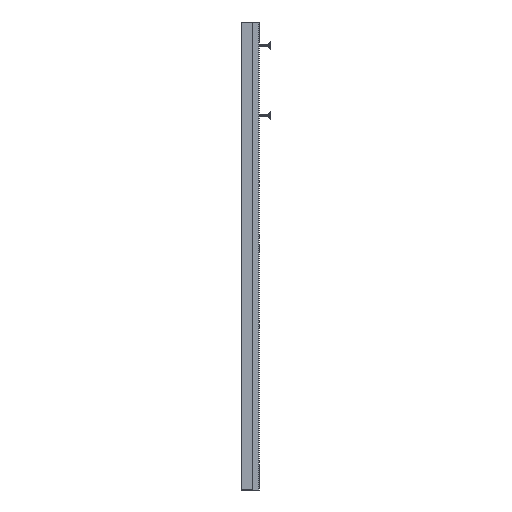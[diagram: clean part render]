
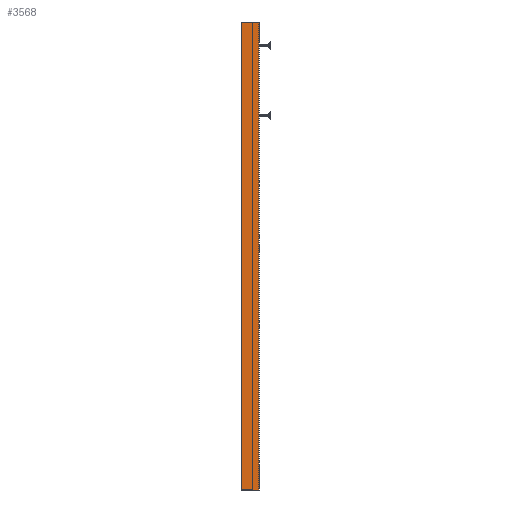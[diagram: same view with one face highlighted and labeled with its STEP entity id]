
A CAD part, left-side view. The second image highlights one B-rep face of the part: STEP entity #3568.
In plain terms, the highlighted planar face has unit normal (-1, 0, 0).
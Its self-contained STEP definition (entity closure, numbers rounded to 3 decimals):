
#1419=DIRECTION('',(0.,0.,1.));
#1420=VECTOR('',#1419,2000.);
#1421=CARTESIAN_POINT('',(-250.,3.,-1000.));
#1422=LINE('',#1421,#1420);
#1433=DIRECTION('',(0.,-0.707,0.707));
#1434=VECTOR('',#1433,2.828);
#1435=CARTESIAN_POINT('',(-250.,78.,998.));
#1436=LINE('',#1435,#1434);
#1440=DIRECTION('',(0.,-1.,0.));
#1441=VECTOR('',#1440,73.);
#1442=CARTESIAN_POINT('',(-250.,76.,1000.));
#1443=LINE('',#1442,#1441);
#1447=DIRECTION('',(0.,0.707,0.707));
#1448=VECTOR('',#1447,2.828);
#1449=CARTESIAN_POINT('',(-250.,76.,-1000.));
#1450=LINE('',#1449,#1448);
#1461=DIRECTION('',(0.,0.,-1.));
#1462=VECTOR('',#1461,1996.);
#1463=CARTESIAN_POINT('',(-250.,78.,998.));
#1464=LINE('',#1463,#1462);
#1482=DIRECTION('',(0.,-1.,0.));
#1483=VECTOR('',#1482,73.);
#1484=CARTESIAN_POINT('',(-250.,76.,-1000.));
#1485=LINE('',#1484,#1483);
#2831=CARTESIAN_POINT('',(-250.,3.,-1000.));
#2832=VERTEX_POINT('',#2831);
#2835=CARTESIAN_POINT('',(-250.,3.,1000.));
#2836=VERTEX_POINT('',#2835);
#2837=CARTESIAN_POINT('',(-250.,78.,998.));
#2838=CARTESIAN_POINT('',(-250.,76.,1000.));
#2839=VERTEX_POINT('',#2837);
#2840=VERTEX_POINT('',#2838);
#2841=CARTESIAN_POINT('',(-250.,76.,-1000.));
#2842=VERTEX_POINT('',#2841);
#2843=CARTESIAN_POINT('',(-250.,78.,-998.));
#2844=VERTEX_POINT('',#2843);
#3550=CARTESIAN_POINT('',(-250.,3.,-1000.));
#3551=DIRECTION('',(1.,0.,0.));
#3552=DIRECTION('',(0.,1.,0.));
#3553=AXIS2_PLACEMENT_3D('',#3550,#3551,#3552);
#3554=PLANE('',#3553);
#3556=ORIENTED_EDGE('',*,*,#3555,.T.);
#3558=ORIENTED_EDGE('',*,*,#3557,.T.);
#3559=ORIENTED_EDGE('',*,*,#3542,.F.);
#3561=ORIENTED_EDGE('',*,*,#3560,.F.);
#3563=ORIENTED_EDGE('',*,*,#3562,.T.);
#3565=ORIENTED_EDGE('',*,*,#3564,.F.);
#3566=EDGE_LOOP('',(#3556,#3558,#3559,#3561,#3563,#3565));
#3567=FACE_OUTER_BOUND('',#3566,.F.);
#3542=EDGE_CURVE('',#2832,#2836,#1422,.T.);
#3555=EDGE_CURVE('',#2839,#2840,#1436,.T.);
#3557=EDGE_CURVE('',#2840,#2836,#1443,.T.);
#3560=EDGE_CURVE('',#2842,#2832,#1485,.T.);
#3562=EDGE_CURVE('',#2842,#2844,#1450,.T.);
#3564=EDGE_CURVE('',#2839,#2844,#1464,.T.);
#3568=ADVANCED_FACE('',(#3567),#3554,.F.);
